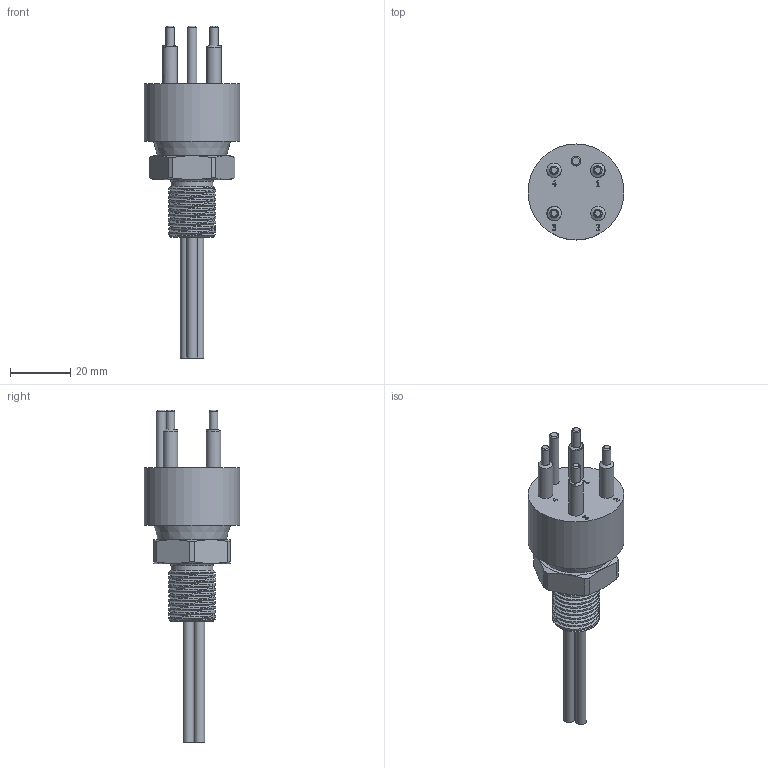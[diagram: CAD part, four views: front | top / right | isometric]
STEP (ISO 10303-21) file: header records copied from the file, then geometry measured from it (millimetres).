
FILE_DESCRIPTION(/* description */ (''),/* implementation_level */ '2;1');
FILE_NAME(/* name */ 'BHB4M.stp',/* time_stamp */ '2014-11-24T12:48:26+01:00',/* author */ ('sh'),/* organization */ (''),/* preprocessor_version */ 'ST-DEVELOPER v15.2',/* originating_system */ 'Autodesk Inventor 2014',/* authorisation */ '');
FILE_SCHEMA (('AUTOMOTIVE_DESIGN { 1 0 10303 214 3 1 1 }'));
Length unit declared in the file: millimetre
Products named in the file (1): BHB4M
Bounding box: 31.75 x 31.75 x 109.9 mm (x, y, z)
Volume: 30247.5 mm3; surface area: 13892.8 mm2
Topology: 12 solids, 12 shells, 211 faces, 498 edges, 329 vertices
Faces by surface type: plane 101, cylinder 40, bspline 33, torus 23, cone 14
Full cylindrical faces by diameter (mm): 1.981 x4, 2.794 x7, 3.175 x2, 3.556 x7, 4.775 x4, 4.826 x4, 9.906 x2, 12.802 x2, 13.843 x1, 15.875 x1, 17.526 x1, 21.996 x1, 31.75 x1
Entity records: 8337 total; most frequent: CARTESIAN_POINT 3833, ORIENTED_EDGE 808, DIRECTION 756, EDGE_CURVE 404, EDGE_LOOP 322, VERTEX_POINT 312, AXIS2_PLACEMENT_3D 296, STYLED_ITEM 212
